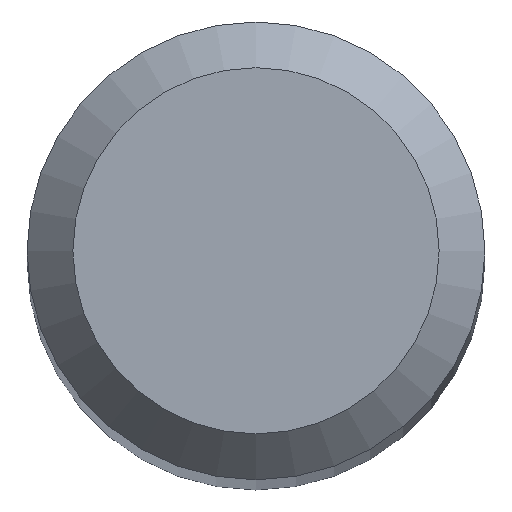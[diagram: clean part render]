
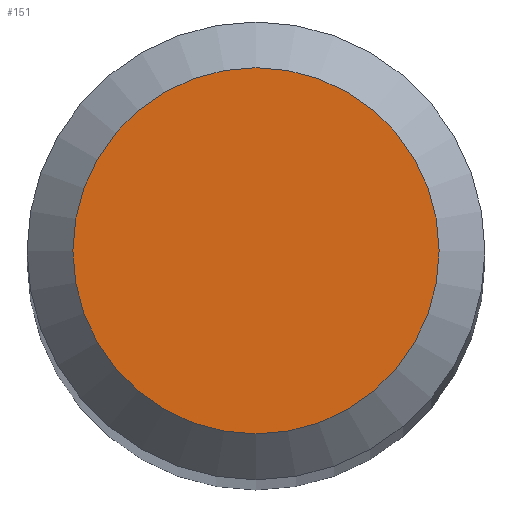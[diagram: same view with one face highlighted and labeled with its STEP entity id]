
A CAD part, top view. The second image highlights one B-rep face of the part: STEP entity #151.
In plain terms, the highlighted planar face has unit normal (0, 0, 1).
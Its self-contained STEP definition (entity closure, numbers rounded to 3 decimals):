
#21 = CARTESIAN_POINT ( 'NONE',  ( 0., 0., 38. ) ) ;
#29 = CIRCLE ( 'NONE', #131, 0.8 ) ;
#57 = CARTESIAN_POINT ( 'NONE',  ( 0., 0.8, 38. ) ) ;
#73 = DIRECTION ( 'NONE',  ( 0., 0., -1. ) ) ;
#77 = VERTEX_POINT ( 'NONE', #57 ) ;
#84 = EDGE_LOOP ( 'NONE', ( #202 ) ) ;
#87 = DIRECTION ( 'NONE',  ( 0., 0., -1. ) ) ;
#131 = AXIS2_PLACEMENT_3D ( 'NONE', #21, #87, #223 ) ;
#151 = ADVANCED_FACE ( 'NONE', ( #187 ), #158, .F. ) ;
#155 = DIRECTION ( 'NONE',  ( 0., 1., 0. ) ) ;
#158 = PLANE ( 'NONE',  #212 ) ;
#187 = FACE_OUTER_BOUND ( 'NONE', #84, .T. ) ;
#202 = ORIENTED_EDGE ( 'NONE', *, *, #204, .F. ) ;
#204 = EDGE_CURVE ( 'NONE', #77, #77, #29, .T. ) ;
#209 = CARTESIAN_POINT ( 'NONE',  ( 0., 0., 38. ) ) ;
#212 = AXIS2_PLACEMENT_3D ( 'NONE', #209, #73, #155 ) ;
#223 = DIRECTION ( 'NONE',  ( 0., 1., 0. ) ) ;
